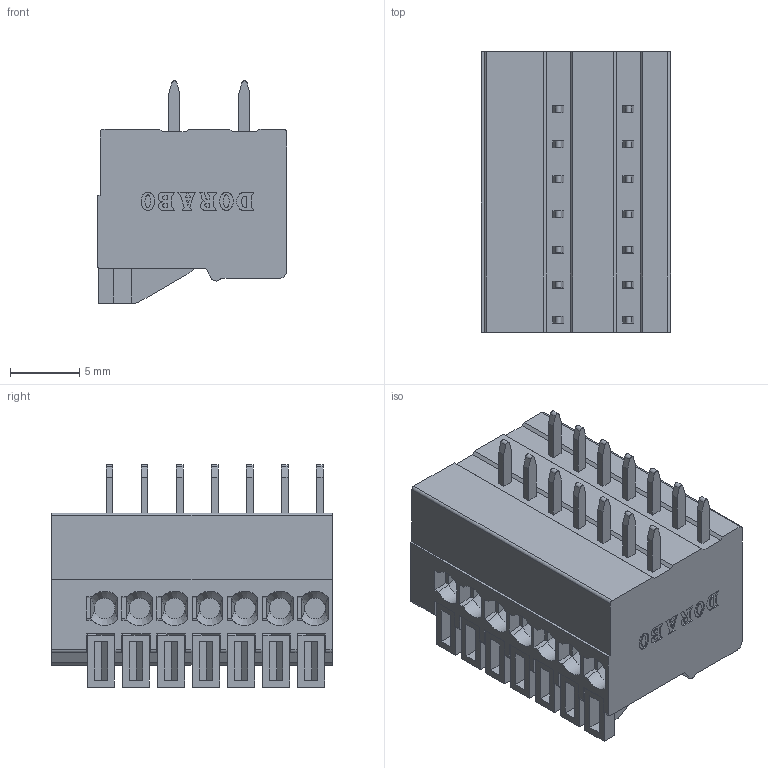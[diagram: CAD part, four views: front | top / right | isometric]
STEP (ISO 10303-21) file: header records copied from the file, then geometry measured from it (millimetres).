
FILE_DESCRIPTION((''),'2;1');
FILE_NAME('DB141R-254-1P','2023-07-05T',('86134'),(''),'PRO/ENGINEER BY PARAMETRIC TECHNOLOGY CORPORATION, 2010280','PRO/ENGINEER BY PARAMETRIC TECHNOLOGY CORPORATION, 2010280','');
FILE_SCHEMA(('CONFIG_CONTROL_DESIGN'));
Length unit declared in the file: millimetre
Products named in the file (1): DB141R-254-1P
Bounding box: 13.7 x 20.32 x 16.1 mm (x, y, z)
Volume: 2718.6 mm3; surface area: 2182 mm2
Topology: 1 solids, 37 shells, 1046 faces, 2734 edges, 1804 vertices
Faces by surface type: plane 795, cylinder 174, extrusion 56, cone 17, bspline 4
Entity records: 33373 total; most frequent: CARTESIAN_POINT 7341, ORIENTED_EDGE 5468, DIRECTION 5040, EDGE_CURVE 2734, VECTOR 2252, LINE 2196, VERTEX_POINT 1804, AXIS2_PLACEMENT_3D 1394
